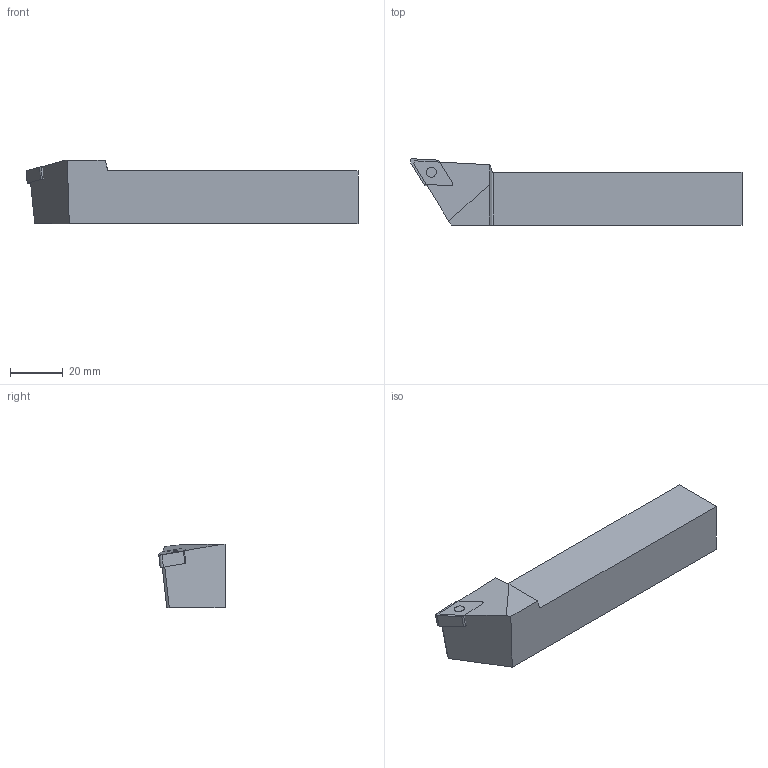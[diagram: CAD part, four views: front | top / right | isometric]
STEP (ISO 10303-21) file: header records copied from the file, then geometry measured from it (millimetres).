
FILE_DESCRIPTION(/* description */ (''),/* implementation_level */ '2;1');
FILE_NAME(/* name */ 'DDJNL2020K11_SIM.stp',/* time_stamp */ '2021-10-22T12:38:08+02:00',/* author */ (''),/* organization */ (''),/* preprocessor_version */ 'ST-DEVELOPER v16.7',/* originating_system */ 'SIEMENS PLM Software NX 12.0',/* authorisation */ '');
FILE_SCHEMA (('AUTOMOTIVE_DESIGN { 1 0 10303 214 3 1 1 1 }'));
Length unit declared in the file: millimetre
Products named in the file (1): model1
Bounding box: 126.16 x 25.21 x 24 mm (x, y, z)
Volume: 49878.2 mm3; surface area: 11132.5 mm2
Topology: 2 solids, 2 shells, 25 faces, 61 edges, 40 vertices
Faces by surface type: plane 18, cylinder 7
Full cylindrical faces by diameter (mm): 3.81 x1
Entity records: 762 total; most frequent: DIRECTION 126, CARTESIAN_POINT 126, ORIENTED_EDGE 120, EDGE_CURVE 60, LINE 46, VECTOR 46, VERTEX_POINT 40, AXIS2_PLACEMENT_3D 40
